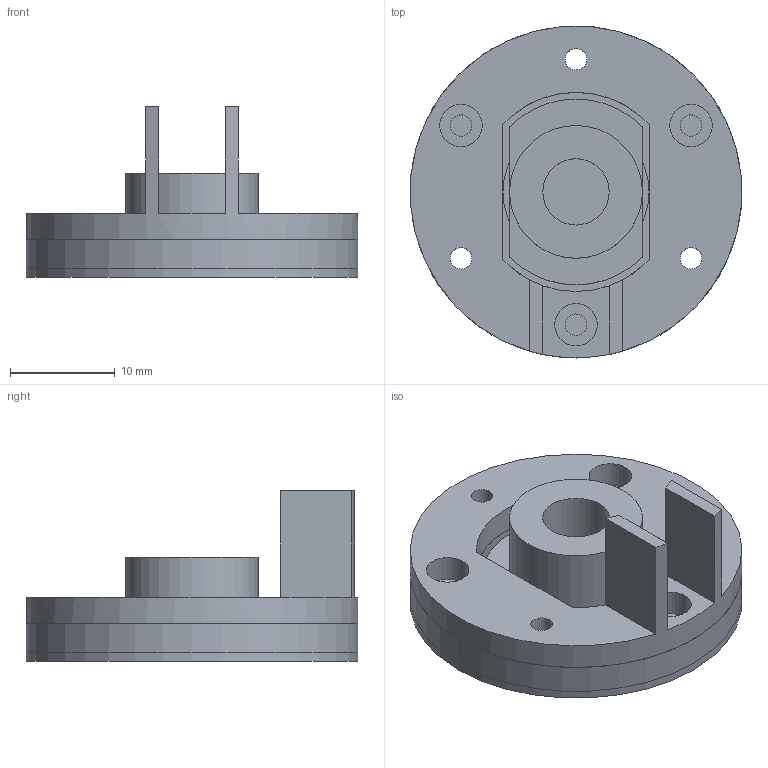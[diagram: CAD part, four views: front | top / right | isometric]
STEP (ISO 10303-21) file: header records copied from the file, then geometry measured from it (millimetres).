
FILE_DESCRIPTION(/* description */ (''),/* implementation_level */ '2;1');
FILE_NAME(/* name */ 'QCM v6.step',/* time_stamp */ '2016-07-21T10:01:26-07:00',/* author */ (''),/* organization */ (''),/* preprocessor_version */ 'ST-DEVELOPER v16.5',/* originating_system */ 'Autodesk Translation Framework v5.1.0.3141',/* authorisation */ '');
FILE_SCHEMA (('AUTOMOTIVE_DESIGN { 1 0 10303 214 3 1 1 }'));
Length unit declared in the file: centimetre
Products named in the file (5): QCM v6; Component7; Component8; Component9; Component10
Assembly tree (4 placements, depth 2):
  QCM v6
    Component7
    Component8
    Component9
    Component10
Bounding box: 31.75 x 31.75 x 16.28 mm (x, y, z)
Volume: 4334.3 mm3; surface area: 5926.2 mm2
Topology: 4 solids, 4 shells, 50 faces, 119 edges, 78 vertices
Faces by surface type: cylinder 27, plane 23
Full cylindrical faces by diameter (mm): 2.057 x9, 4.064 x6, 6.35 x1, 11.43 x1, 12.7 x1, 13.97 x1, 19.05 x1, 31.75 x3
Entity records: 1547 total; most frequent: DIRECTION 276, CARTESIAN_POINT 233, ORIENTED_EDGE 192, AXIS2_PLACEMENT_3D 121, EDGE_LOOP 110, EDGE_CURVE 96, VERTEX_POINT 78, CIRCLE 62
